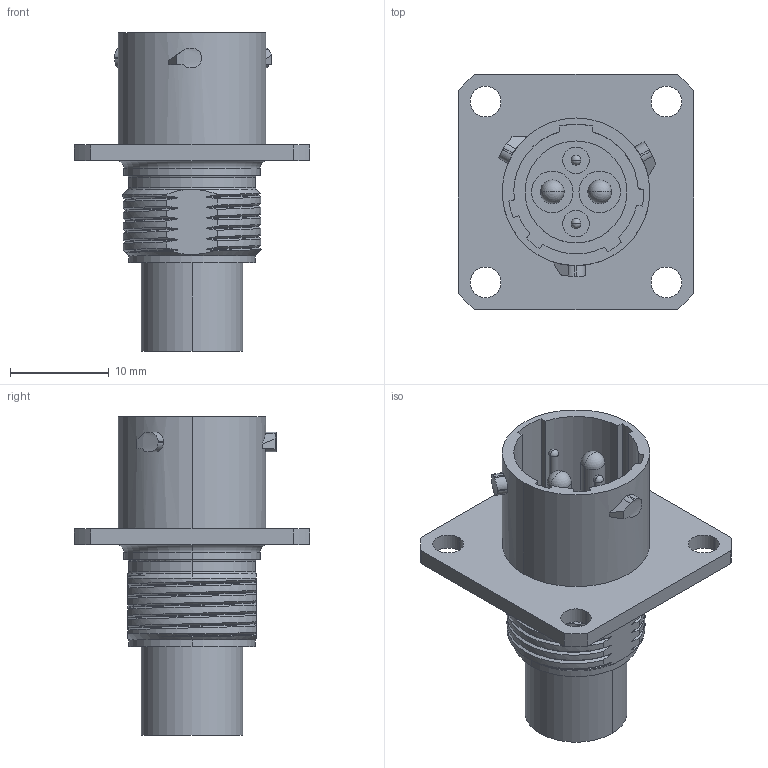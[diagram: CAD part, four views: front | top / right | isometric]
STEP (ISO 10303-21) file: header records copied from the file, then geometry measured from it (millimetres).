
FILE_DESCRIPTION((''),'2;1');
FILE_NAME('UT00102W2P-CATA_SW_ASM','2010-12-03T',('Gsineau'),(''),'PRO/ENGINEER BY PARAMETRIC TECHNOLOGY CORPORATION, 2010140','PRO/ENGINEER BY PARAMETRIC TECHNOLOGY CORPORATION, 2010140','');
FILE_SCHEMA(('CONFIG_CONTROL_DESIGN'));
Length unit declared in the file: inch
Products named in the file (1): UT00102W2P-CATA_SW_ASM
Bounding box: 23.82 x 23.82 x 32.2 mm (x, y, z)
Volume: 3859 mm3; surface area: 3411.5 mm2
Topology: 1 solids, 1 shells, 196 faces, 512 edges, 331 vertices
Faces by surface type: cylinder 86, plane 51, bspline 41, sphere 8, torus 6, cone 4
Entity records: 9194 total; most frequent: CARTESIAN_POINT 4658, ORIENTED_EDGE 1008, DIRECTION 807, EDGE_CURVE 504, VERTEX_POINT 331, AXIS2_PLACEMENT_3D 317, EDGE_LOOP 225, FACE_OUTER_BOUND 196
